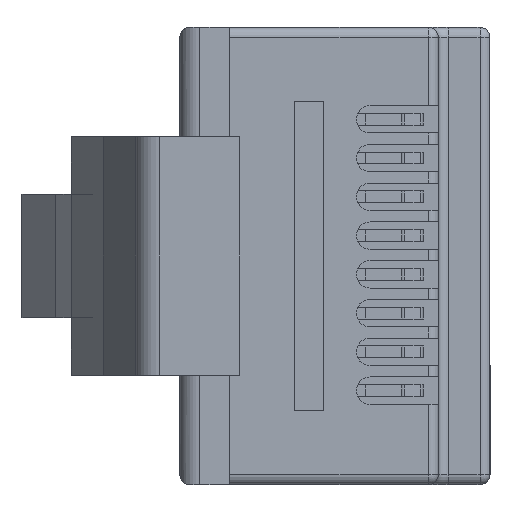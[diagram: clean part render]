
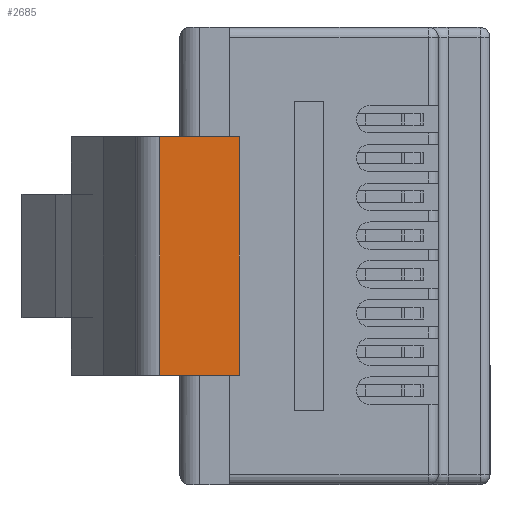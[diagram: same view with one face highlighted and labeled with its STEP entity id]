
A CAD part, left-side view. The second image highlights one B-rep face of the part: STEP entity #2685.
In plain terms, the highlighted face is planar.
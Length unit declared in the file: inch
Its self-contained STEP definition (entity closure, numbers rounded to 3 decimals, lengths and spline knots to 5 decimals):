
#430 = EDGE_CURVE ( 'NONE', #3033, #1148, #2888, .T. ) ;
#696 = CARTESIAN_POINT ( 'NONE',  ( -0.12, 0.175, 0.885 ) ) ;
#826 = VERTEX_POINT ( 'NONE', #6919 ) ;
#1148 = VERTEX_POINT ( 'NONE', #6243 ) ;
#1306 = DIRECTION ( 'NONE',  ( 0., -1., 0. ) ) ;
#1622 = CARTESIAN_POINT ( 'NONE',  ( 0.12, 0.175, 0.885 ) ) ;
#1744 = LINE ( 'NONE', #696, #7742 ) ;
#1846 = DIRECTION ( 'NONE',  ( -1., 0., 0. ) ) ;
#1851 = LINE ( 'NONE', #6088, #3444 ) ;
#2042 = DIRECTION ( 'NONE',  ( -1., 0., 0. ) ) ;
#2491 = EDGE_CURVE ( 'NONE', #4336, #826, #3710, .T. ) ;
#2530 = ORIENTED_EDGE ( 'NONE', *, *, #430, .F. ) ;
#2685 = ADVANCED_FACE ( 'NONE', ( #3129 ), #7618, .F. ) ;
#2888 = LINE ( 'NONE', #6642, #7694 ) ;
#3033 = VERTEX_POINT ( 'NONE', #7677 ) ;
#3129 = FACE_OUTER_BOUND ( 'NONE', #3368, .T. ) ;
#3368 = EDGE_LOOP ( 'NONE', ( #3611, #5251, #4233, #2530 ) ) ;
#3444 = VECTOR ( 'NONE', #1306, 39.37008 ) ;
#3611 = ORIENTED_EDGE ( 'NONE', *, *, #3993, .F. ) ;
#3710 = LINE ( 'NONE', #6461, #5298 ) ;
#3993 = EDGE_CURVE ( 'NONE', #4336, #3033, #1851, .T. ) ;
#4233 = ORIENTED_EDGE ( 'NONE', *, *, #5166, .T. ) ;
#4325 = DIRECTION ( 'NONE',  ( 0., -1., 0. ) ) ;
#4336 = VERTEX_POINT ( 'NONE', #7128 ) ;
#5166 = EDGE_CURVE ( 'NONE', #826, #1148, #1744, .T. ) ;
#5251 = ORIENTED_EDGE ( 'NONE', *, *, #2491, .T. ) ;
#5298 = VECTOR ( 'NONE', #5705, 39.37008 ) ;
#5705 = DIRECTION ( 'NONE',  ( -1., 0., 0. ) ) ;
#6088 = CARTESIAN_POINT ( 'NONE',  ( 0.12, 0.175, 0.885 ) ) ;
#6243 = CARTESIAN_POINT ( 'NONE',  ( -0.12, 0.07, 0.885 ) ) ;
#6461 = CARTESIAN_POINT ( 'NONE',  ( -0.12, 0.15, 0.885 ) ) ;
#6642 = CARTESIAN_POINT ( 'NONE',  ( 0.12, 0.07, 0.885 ) ) ;
#6919 = CARTESIAN_POINT ( 'NONE',  ( -0.12, 0.15, 0.885 ) ) ;
#7128 = CARTESIAN_POINT ( 'NONE',  ( 0.12, 0.15, 0.885 ) ) ;
#7193 = DIRECTION ( 'NONE',  ( 0., 0., -1. ) ) ;
#7506 = AXIS2_PLACEMENT_3D ( 'NONE', #1622, #7193, #2042 ) ;
#7618 = PLANE ( 'NONE',  #7506 ) ;
#7677 = CARTESIAN_POINT ( 'NONE',  ( 0.12, 0.07, 0.885 ) ) ;
#7694 = VECTOR ( 'NONE', #1846, 39.37008 ) ;
#7742 = VECTOR ( 'NONE', #4325, 39.37008 ) ;
